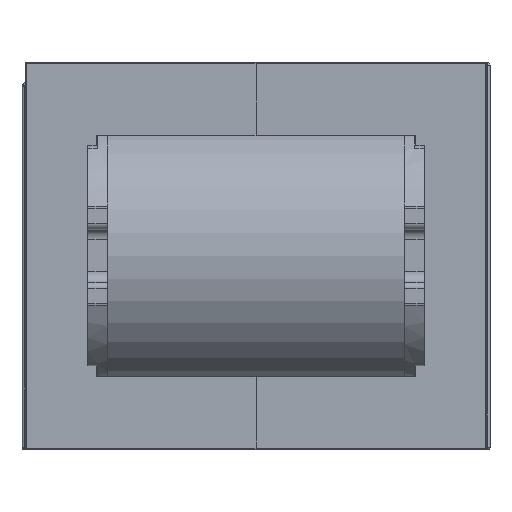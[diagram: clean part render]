
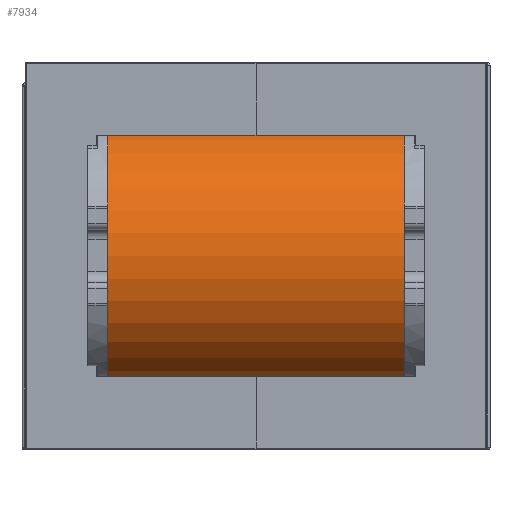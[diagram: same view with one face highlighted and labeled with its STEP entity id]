
A CAD part, top view. The second image highlights one B-rep face of the part: STEP entity #7934.
In plain terms, the highlighted cylindrical face has radius 12.4 mm (diameter 24.8 mm), a partial arc.
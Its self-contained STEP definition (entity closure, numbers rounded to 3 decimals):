
#172=CYLINDRICAL_SURFACE('',#11847,12.4);
#439=CIRCLE('',#11839,12.4);
#442=CIRCLE('',#11843,12.4);
#1204=ORIENTED_EDGE('',*,*,#3575,.T.);
#1205=ORIENTED_EDGE('',*,*,#3578,.T.);
#1206=ORIENTED_EDGE('',*,*,#3572,.F.);
#1207=ORIENTED_EDGE('',*,*,#3579,.F.);
#3572=EDGE_CURVE('',#4776,#4777,#439,.T.);
#3575=EDGE_CURVE('',#4778,#4779,#442,.T.);
#3578=EDGE_CURVE('',#4779,#4777,#5527,.T.);
#3579=EDGE_CURVE('',#4778,#4776,#5528,.T.);
#4776=VERTEX_POINT('',#15894);
#4777=VERTEX_POINT('',#15895);
#4778=VERTEX_POINT('',#15900);
#4779=VERTEX_POINT('',#15901);
#5527=LINE('',#15905,#6133);
#5528=LINE('',#15906,#6134);
#6133=VECTOR('',#13088,1000.);
#6134=VECTOR('',#13089,1000.);
#6715=EDGE_LOOP('',(#1204,#1205,#1206,#1207));
#7254=FACE_BOUND('',#6715,.T.);
#7934=ADVANCED_FACE('',(#7254),#172,.T.);
#11839=AXIS2_PLACEMENT_3D('',#15893,#13072,#13073);
#11843=AXIS2_PLACEMENT_3D('',#15899,#13080,#13081);
#11847=AXIS2_PLACEMENT_3D('',#15907,#13090,#13091);
#13072=DIRECTION('',(1.,0.,0.));
#13073=DIRECTION('',(0.,0.,-1.));
#13080=DIRECTION('',(1.,0.,0.));
#13081=DIRECTION('',(0.,0.,-1.));
#13088=DIRECTION('',(1.,0.,0.));
#13089=DIRECTION('',(1.,0.,0.));
#13090=DIRECTION('',(1.,0.,0.));
#13091=DIRECTION('',(0.,0.,-1.));
#15893=CARTESIAN_POINT('',(13.8,16.06,0.));
#15894=CARTESIAN_POINT('',(13.8,16.06,-12.4));
#15895=CARTESIAN_POINT('',(13.8,16.06,12.4));
#15899=CARTESIAN_POINT('',(-13.8,16.06,0.));
#15900=CARTESIAN_POINT('',(-13.8,16.06,-12.4));
#15901=CARTESIAN_POINT('',(-13.8,16.06,12.4));
#15905=CARTESIAN_POINT('',(-13.8,16.06,12.4));
#15906=CARTESIAN_POINT('',(-13.8,16.06,-12.4));
#15907=CARTESIAN_POINT('',(-13.8,16.06,0.));
